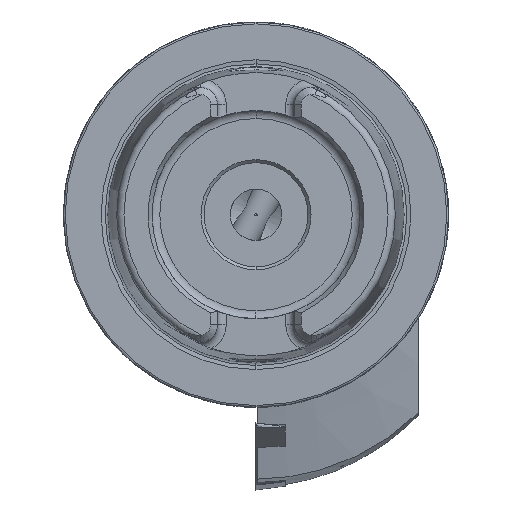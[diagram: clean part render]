
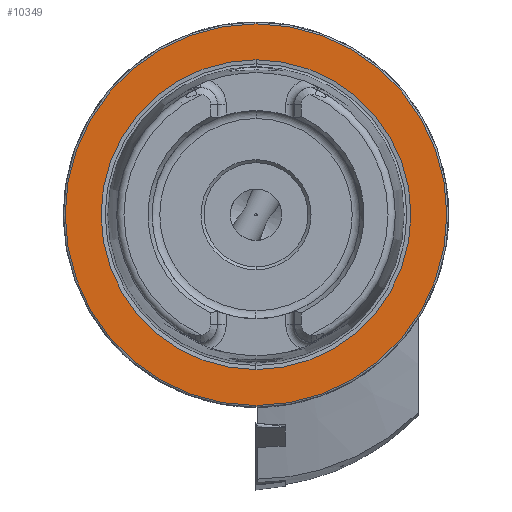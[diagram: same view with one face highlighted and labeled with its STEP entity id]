
A CAD part, left-side view. The second image highlights one B-rep face of the part: STEP entity #10349.
In plain terms, the highlighted planar face has unit normal (-1, 0, 0).
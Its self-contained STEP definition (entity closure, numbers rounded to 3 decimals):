
#90 = DIRECTION ( 'NONE',  ( 0., 0., 1. ) ) ;
#91 = DIRECTION ( 'NONE',  ( -1., 0., 0. ) ) ;
#92 = CARTESIAN_POINT ( 'NONE',  ( 0., 0., 0. ) ) ;
#102 = DIRECTION ( 'NONE',  ( 0., 0., 1. ) ) ;
#103 = DIRECTION ( 'NONE',  ( -1., 0., 0. ) ) ;
#104 = CARTESIAN_POINT ( 'NONE',  ( 0., 0., 0. ) ) ;
#1610 = EDGE_CURVE ( 'NONE', #2215, #2214, #10757, .T. ) ;
#1614 = EDGE_CURVE ( 'NONE', #2202, #2205, #10750, .T. ) ;
#2202 = VERTEX_POINT ( 'NONE', #3254 ) ;
#2205 = VERTEX_POINT ( 'NONE', #3257 ) ;
#2214 = VERTEX_POINT ( 'NONE', #3265 ) ;
#2215 = VERTEX_POINT ( 'NONE', #3266 ) ;
#2330 = EDGE_LOOP ( 'NONE', ( #2782, #2781 ) ) ;
#2382 = EDGE_LOOP ( 'NONE', ( #2784, #2783 ) ) ;
#2781 = ORIENTED_EDGE ( 'NONE', *, *, #9387, .T. ) ;
#2782 = ORIENTED_EDGE ( 'NONE', *, *, #1614, .T. ) ;
#2783 = ORIENTED_EDGE ( 'NONE', *, *, #1610, .F. ) ;
#2784 = ORIENTED_EDGE ( 'NONE', *, *, #9388, .F. ) ;
#3254 = CARTESIAN_POINT ( 'NONE',  ( 0., 0., 31.2 ) ) ;
#3257 = CARTESIAN_POINT ( 'NONE',  ( 0., 0., -31.2 ) ) ;
#3265 = CARTESIAN_POINT ( 'NONE',  ( 0., 0., 25.324 ) ) ;
#3266 = CARTESIAN_POINT ( 'NONE',  ( 0., 0., -25.324 ) ) ;
#3449 = AXIS2_PLACEMENT_3D ( 'NONE', #6393, #6394, #6395 ) ;
#3450 = AXIS2_PLACEMENT_3D ( 'NONE', #6390, #6391, #6392 ) ;
#4778 = AXIS2_PLACEMENT_3D ( 'NONE', #92, #91, #90 ) ;
#4781 = AXIS2_PLACEMENT_3D ( 'NONE', #104, #103, #102 ) ;
#6390 = CARTESIAN_POINT ( 'NONE',  ( 0., 0., 0. ) ) ;
#6391 = DIRECTION ( 'NONE',  ( -1., 0., 0. ) ) ;
#6392 = DIRECTION ( 'NONE',  ( 0., 0., 1. ) ) ;
#6393 = CARTESIAN_POINT ( 'NONE',  ( 0., 0., 0. ) ) ;
#6394 = DIRECTION ( 'NONE',  ( -1., 0., 0. ) ) ;
#6395 = DIRECTION ( 'NONE',  ( 0., 0., 1. ) ) ;
#6807 = AXIS2_PLACEMENT_3D ( 'NONE', #7179, #7184, #7185 ) ;
#7179 = CARTESIAN_POINT ( 'NONE',  ( 0., 31.2, 0. ) ) ;
#7182 = PLANE ( 'NONE',  #6807 ) ;
#7184 = DIRECTION ( 'NONE',  ( 1., 0., 0. ) ) ;
#7185 = DIRECTION ( 'NONE',  ( 0., 0., -1. ) ) ;
#9387 = EDGE_CURVE ( 'NONE', #2205, #2202, #9764, .T. ) ;
#9388 = EDGE_CURVE ( 'NONE', #2214, #2215, #9788, .T. ) ;
#9624 = FACE_BOUND ( 'NONE', #2382, .T. ) ;
#9632 = FACE_OUTER_BOUND ( 'NONE', #2330, .T. ) ;
#9764 = CIRCLE ( 'NONE', #3450, 31.2 ) ;
#9788 = CIRCLE ( 'NONE', #3449, 25.324 ) ;
#10349 = ADVANCED_FACE ( 'NONE', ( #9624, #9632 ), #7182, .F. ) ;
#10750 = CIRCLE ( 'NONE', #4778, 31.2 ) ;
#10757 = CIRCLE ( 'NONE', #4781, 25.324 ) ;
